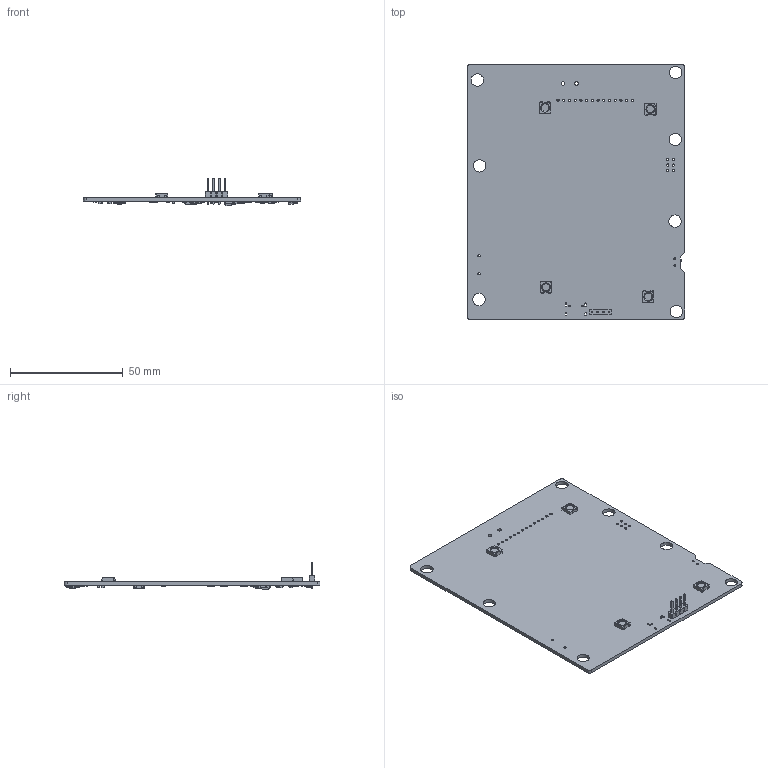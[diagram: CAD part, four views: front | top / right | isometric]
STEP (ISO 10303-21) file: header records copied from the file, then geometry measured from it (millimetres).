
FILE_DESCRIPTION(('KiCad electronic assembly'),'2;1');
FILE_NAME('Project-RTV.step','2024-10-22T18:09:22',('Pcbnew'),('Kicad'), 'Open CASCADE STEP processor 7.8','KiCad to STEP converter','Unknown' );
FILE_SCHEMA(('AUTOMOTIVE_DESIGN { 1 0 10303 214 1 1 1 1 }'));
Length unit declared in the file: millimetre
Products named in the file (24): Project-RTV 1; LED_WS2812B_PLCC4_5.0x5.0mm_P3.2mm; LED_WS2812B_PLCC4_50x50mm_P32mm; PinHeader_1x04_P2.54mm_Vertical; PinHeader_1x04_P254mm_Vertical; LED_1206_3216Metric; R_1206_3216Metric; R_Array_Convex_4x0603; SOT-23; SOT_23; C_0805_2012Metric; SW_SPST_TL3342; CP_EIA-3528-21_Kemet-B; CP_EIA_3528_21_Kemet_B; SW_SPDT_PCM12; Fusion_sp; DFN-8-1EP_2x2mm_P0.5mm_EP1.05x1.75mm; DFN-8-1EP_2x2mm_Pitch0.5mm; Project-RTV_PCB
Assembly tree (49 placements, depth 3):
  Project-RTV 1
    LED_WS2812B_PLCC4_5.0x5.0mm_P3.2mm  x5
      LED_WS2812B_PLCC4_50x50mm_P32mm
    PinHeader_1x04_P2.54mm_Vertical
      PinHeader_1x04_P254mm_Vertical
    LED_1206_3216Metric  x2
      LED_1206_3216Metric
    R_1206_3216Metric  x12
      R_1206_3216Metric
    R_Array_Convex_4x0603  x3
      R_Array_Convex_4x0603
    SOT-23
      SOT_23
    C_0805_2012Metric  x8
      C_0805_2012Metric
    SW_SPST_TL3342  x2
      SW_SPST_TL3342
    CP_EIA-3528-21_Kemet-B
      CP_EIA_3528_21_Kemet_B
    SW_SPDT_PCM12
      Fusion_sp
    DFN-8-1EP_2x2mm_P0.5mm_EP1.05x1.75mm
      DFN-8-1EP_2x2mm_Pitch0.5mm
    Project-RTV_PCB
Bounding box: 96.47 x 113.68 x 12.32 mm (x, y, z)
Volume: 17370.8 mm3; surface area: 23876.8 mm2
Topology: 38 solids, 40 shells, 2477 faces, 6846 edges, 4480 vertices
Faces by surface type: plane 1710, cylinder 690, bspline 68, cone 7, torus 2
Full cylindrical faces by diameter (mm): 0.4 x1, 0.65 x2, 0.8 x2, 0.9 x2, 1 x20, 1.016 x6, 1.6 x2, 2 x2, 3.333 x5, 5.5 x7
Entity records: 42738 total; most frequent: CARTESIAN_POINT 8069, ORIENTED_EDGE 5776, DIRECTION 5404, EDGE_CURVE 2888, LINE 2292, VECTOR 2292, VERTEX_POINT 1867, AXIS2_PLACEMENT_3D 1556
